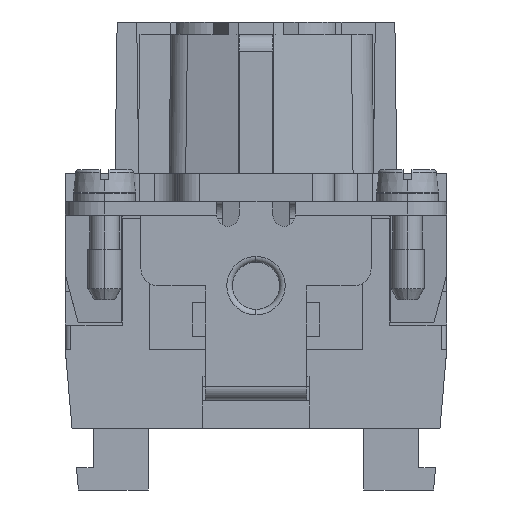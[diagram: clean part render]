
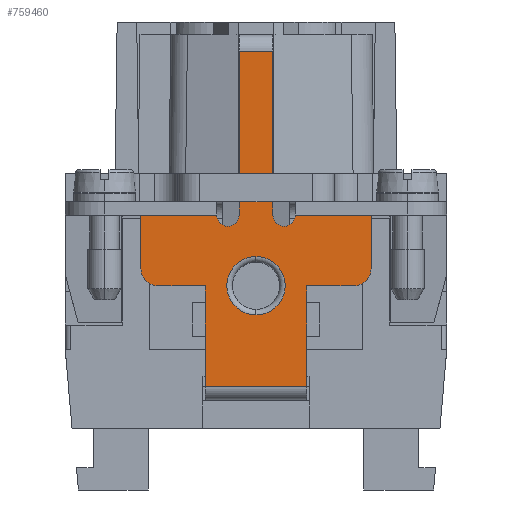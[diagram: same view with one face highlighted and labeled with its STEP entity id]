
A CAD part, left-side view. The second image highlights one B-rep face of the part: STEP entity #759460.
In plain terms, the highlighted face is planar.
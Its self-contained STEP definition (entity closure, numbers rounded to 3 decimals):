
#29460=CARTESIAN_POINT('',(120.246,33.176,
3.9));
#29470=VERTEX_POINT('',#29460);
#29520=CARTESIAN_POINT('',(120.246,33.176,
-20.6));
#29530=DIRECTION('',(0.,0.,1.));
#29540=VECTOR('',#29530,1.);
#29550=LINE('',#29520,#29540);
#29560=CARTESIAN_POINT('',(120.246,33.176,
6.9));
#29570=VERTEX_POINT('',#29560);
#29580=EDGE_CURVE('',#29470,#29570,#29550,.T.);
#757440=CARTESIAN_POINT('',(120.246,37.426,
2.4));
#757450=VERTEX_POINT('',#757440);
#757540=CARTESIAN_POINT('',(120.246,38.926,
0.9));
#757550=VERTEX_POINT('',#757540);
#757580=CARTESIAN_POINT('',(120.246,37.426,
0.9));
#757590=DIRECTION('',(-1.,0.,0.));
#757600=DIRECTION('',(0.,-1.,0.));
#757610=AXIS2_PLACEMENT_3D('',#757580,#757590,#757600);
#757620=CIRCLE('',#757610,1.5);
#757630=EDGE_CURVE('',#757450,#757550,#757620,.T.);
#757840=CARTESIAN_POINT('',(120.246,33.176,
2.4));
#757850=VERTEX_POINT('',#757840);
#757900=CARTESIAN_POINT('',(120.246,-15.324,
2.4));
#757910=DIRECTION('',(0.,1.,0.));
#757920=VECTOR('',#757910,1.);
#757930=LINE('',#757900,#757920);
#757940=EDGE_CURVE('',#757850,#757450,#757930,.T.);
#758060=CARTESIAN_POINT('',(120.246,27.682,
7.687));
#758070=DIRECTION('',(1.,0.,0.));
#758080=DIRECTION('',(0.,1.,0.));
#758090=AXIS2_PLACEMENT_3D('',#758060,#758070,#758080);
#758100=PLANE('',#758090);
#758110=CARTESIAN_POINT('',(120.246,28.676,
2.4));
#758120=DIRECTION('',(1.,0.,0.));
#758130=DIRECTION('',(0.,1.,0.));
#758140=AXIS2_PLACEMENT_3D('',#758110,#758120,#758130);
#758150=CIRCLE('',#758140,2.6);
#758160=CARTESIAN_POINT('',(120.246,28.676,
5.));
#758170=VERTEX_POINT('',#758160);
#758180=CARTESIAN_POINT('',(120.246,28.676,
-0.2));
#758190=VERTEX_POINT('',#758180);
#758200=EDGE_CURVE('',#758170,#758190,#758150,.T.);
#758210=ORIENTED_EDGE('',*,*,#758200,.F.);
#758220=EDGE_CURVE('',#758190,#758170,#758150,.T.);
#758230=ORIENTED_EDGE('',*,*,#758220,.F.);
#758240=EDGE_LOOP('',(#758230,#758210));
#758250=FACE_BOUND('',#758240,.T.);
#758260=CARTESIAN_POINT('',(120.246,24.176,
-20.6));
#758270=DIRECTION('',(0.,0.,-1.));
#758280=VECTOR('',#758270,1.);
#758290=LINE('',#758260,#758280);
#758300=CARTESIAN_POINT('',(120.246,24.176,
3.9));
#758310=VERTEX_POINT('',#758300);
#758320=CARTESIAN_POINT('',(120.246,24.176,
2.4));
#758330=VERTEX_POINT('',#758320);
#758340=EDGE_CURVE('',#758310,#758330,#758290,.T.);
#758350=ORIENTED_EDGE('',*,*,#758340,.T.);
#758360=CARTESIAN_POINT('',(120.246,24.176,
6.9));
#758370=VERTEX_POINT('',#758360);
#758380=EDGE_CURVE('',#758370,#758310,#758290,.T.);
#758390=ORIENTED_EDGE('',*,*,#758380,.T.);
#758400=CARTESIAN_POINT('',(120.246,24.176,
11.4));
#758410=VERTEX_POINT('',#758400);
#758420=EDGE_CURVE('',#758410,#758370,#758290,.T.);
#758430=ORIENTED_EDGE('',*,*,#758420,.T.);
#758440=CARTESIAN_POINT('',(120.246,-15.324,
11.4));
#758450=DIRECTION('',(0.,1.,0.));
#758460=VECTOR('',#758450,1.);
#758470=LINE('',#758440,#758460);
#758480=CARTESIAN_POINT('',(120.246,33.176,
11.4));
#758490=VERTEX_POINT('',#758480);
#758500=EDGE_CURVE('',#758410,#758490,#758470,.T.);
#758510=ORIENTED_EDGE('',*,*,#758500,.F.);
#758520=EDGE_CURVE('',#29570,#758490,#29550,.T.);
#758530=ORIENTED_EDGE('',*,*,#758520,.T.);
#758540=ORIENTED_EDGE('',*,*,#29580,.T.);
#758550=EDGE_CURVE('',#757850,#29470,#29550,.T.);
#758560=ORIENTED_EDGE('',*,*,#758550,.T.);
#758570=ORIENTED_EDGE('',*,*,#757940,.F.);
#758580=ORIENTED_EDGE('',*,*,#757630,.F.);
#758590=CARTESIAN_POINT('',(120.246,38.926,
-20.6));
#758600=DIRECTION('',(0.,0.,-1.));
#758610=VECTOR('',#758600,1.);
#758620=LINE('',#758590,#758610);
#758630=CARTESIAN_POINT('',(120.246,38.926,
-3.9));
#758640=VERTEX_POINT('',#758630);
#758650=EDGE_CURVE('',#757550,#758640,#758620,.T.);
#758660=ORIENTED_EDGE('',*,*,#758650,.F.);
#758670=CARTESIAN_POINT('',(120.246,-15.324,
-3.9));
#758680=DIRECTION('',(0.,-1.,0.));
#758690=VECTOR('',#758680,1.);
#758700=LINE('',#758670,#758690);
#758710=CARTESIAN_POINT('',(120.246,32.176,
-3.9));
#758720=VERTEX_POINT('',#758710);
#758730=EDGE_CURVE('',#758640,#758720,#758700,.T.);
#758740=ORIENTED_EDGE('',*,*,#758730,.F.);
#758750=CARTESIAN_POINT('',(120.246,31.176,
-3.9));
#758760=DIRECTION('',(1.,0.,0.));
#758770=DIRECTION('',(0.,1.,0.));
#758780=AXIS2_PLACEMENT_3D('',#758750,#758760,#758770);
#758790=CIRCLE('',#758780,1.);
#758800=CARTESIAN_POINT('',(120.246,30.176,
-3.9));
#758810=VERTEX_POINT('',#758800);
#758820=EDGE_CURVE('',#758720,#758810,#758790,.T.);
#758830=ORIENTED_EDGE('',*,*,#758820,.F.);
#758840=CARTESIAN_POINT('',(120.246,30.176,
-20.6));
#758850=DIRECTION('',(0.,0.,-1.));
#758860=VECTOR('',#758850,1.);
#758870=LINE('',#758840,#758860);
#758880=CARTESIAN_POINT('',(120.246,30.176,
-18.5));
#758890=VERTEX_POINT('',#758880);
#758900=EDGE_CURVE('',#758810,#758890,#758870,.T.);
#758910=ORIENTED_EDGE('',*,*,#758900,.F.);
#758920=CARTESIAN_POINT('',(120.246,-15.324,
-18.5));
#758930=DIRECTION('',(0.,1.,0.));
#758940=VECTOR('',#758930,1.);
#758950=LINE('',#758920,#758940);
#758960=CARTESIAN_POINT('',(120.246,27.176,
-18.5));
#758970=VERTEX_POINT('',#758960);
#758980=EDGE_CURVE('',#758970,#758890,#758950,.T.);
#758990=ORIENTED_EDGE('',*,*,#758980,.T.);
#759000=CARTESIAN_POINT('',(120.246,27.176,
-20.6));
#759010=DIRECTION('',(0.,0.,1.));
#759020=VECTOR('',#759010,1.);
#759030=LINE('',#759000,#759020);
#759040=CARTESIAN_POINT('',(120.246,27.176,
-3.9));
#759050=VERTEX_POINT('',#759040);
#759060=EDGE_CURVE('',#758970,#759050,#759030,.T.);
#759070=ORIENTED_EDGE('',*,*,#759060,.F.);
#759080=CARTESIAN_POINT('',(120.246,26.176,
-3.9));
#759090=DIRECTION('',(1.,0.,0.));
#759100=DIRECTION('',(0.,1.,0.));
#759110=AXIS2_PLACEMENT_3D('',#759080,#759090,#759100);
#759120=CIRCLE('',#759110,1.);
#759130=CARTESIAN_POINT('',(120.246,25.176,
-3.9));
#759140=VERTEX_POINT('',#759130);
#759150=EDGE_CURVE('',#759050,#759140,#759120,.T.);
#759160=ORIENTED_EDGE('',*,*,#759150,.F.);
#759170=CARTESIAN_POINT('',(120.246,18.426,
-3.9));
#759180=VERTEX_POINT('',#759170);
#759190=EDGE_CURVE('',#759140,#759180,#758700,.T.);
#759200=ORIENTED_EDGE('',*,*,#759190,.F.);
#759210=CARTESIAN_POINT('',(120.246,18.426,
-20.6));
#759220=DIRECTION('',(0.,0.,1.));
#759230=VECTOR('',#759220,1.);
#759240=LINE('',#759210,#759230);
#759250=CARTESIAN_POINT('',(120.246,18.426,
0.9));
#759260=VERTEX_POINT('',#759250);
#759270=EDGE_CURVE('',#759180,#759260,#759240,.T.);
#759280=ORIENTED_EDGE('',*,*,#759270,.F.);
#759290=CARTESIAN_POINT('',(120.246,19.926,
0.9));
#759300=DIRECTION('',(-1.,0.,0.));
#759310=DIRECTION('',(0.,-1.,0.));
#759320=AXIS2_PLACEMENT_3D('',#759290,#759300,#759310);
#759330=CIRCLE('',#759320,1.5);
#759340=CARTESIAN_POINT('',(120.246,19.926,
2.4));
#759350=VERTEX_POINT('',#759340);
#759360=EDGE_CURVE('',#759260,#759350,#759330,.T.);
#759370=ORIENTED_EDGE('',*,*,#759360,.F.);
#759380=CARTESIAN_POINT('',(120.246,-15.324,
2.4));
#759390=DIRECTION('',(0.,1.,0.));
#759400=VECTOR('',#759390,1.);
#759410=LINE('',#759380,#759400);
#759420=EDGE_CURVE('',#759350,#758330,#759410,.T.);
#759430=ORIENTED_EDGE('',*,*,#759420,.F.);
#759440=EDGE_LOOP('',(#759430,#759370,#759280,#759200,#759160,#759070,
#758990,#758910,#758830,#758740,#758660,#758580,#758570,#758560,#758540,
#758530,#758510,#758430,#758390,#758350));
#759450=FACE_OUTER_BOUND('',#759440,.T.);
#759460=ADVANCED_FACE('',(#758250,#759450),#758100,.T.);
